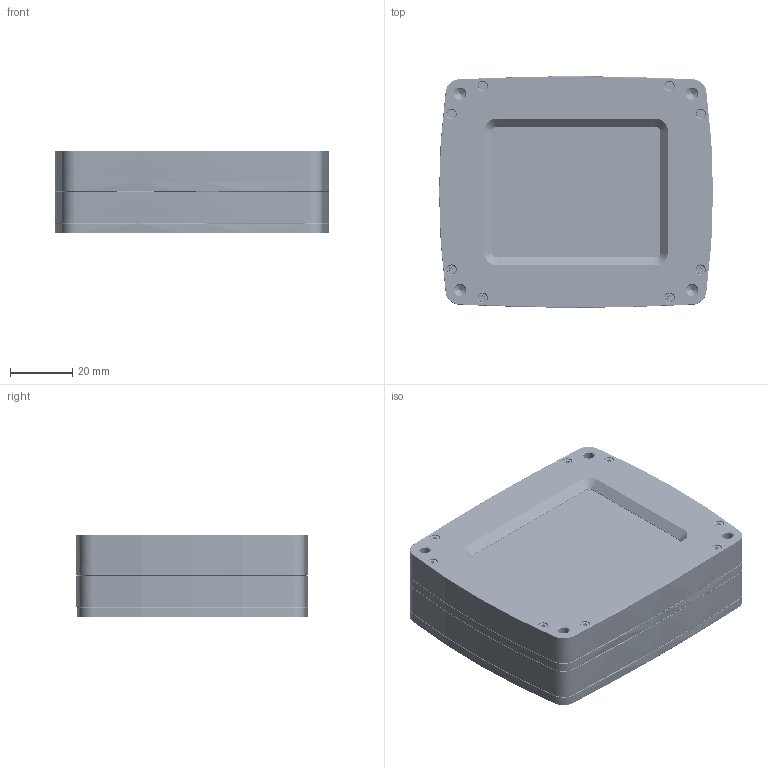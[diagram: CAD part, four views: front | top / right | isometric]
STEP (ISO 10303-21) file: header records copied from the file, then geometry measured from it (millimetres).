
FILE_DESCRIPTION(/* description */ (''),/* implementation_level */ '2;1');
FILE_NAME(/* name */ 'MX1510XR-FA-FRONT-SUBA.stp',/* time_stamp */ '2023-12-05T11:49:10+01:00',/* author */ (''),/* organization */ (''),/* preprocessor_version */ 'ST-DEVELOPER v18.102',/* originating_system */ 'SIEMENS PLM Software NX2206.8900',/* authorisation */ '');
FILE_SCHEMA (('AUTOMOTIVE_DESIGN { 1 0 10303 214 3 1 1 1 }'));
Products named in the file (15): 001409_01; 002959_01; 004361_01; 002966_01; 001027_01; 001042_01; 002963_01; 002960_01; 001595_02; 002967_01; 001113_01; 002965_01; 002962_01; 002968_01; 002964_01
Assembly tree (50 placements, depth 3):
  002964_01
    002962_01
    002965_01
    001113_01
    002967_01
    001595_02
    002960_01
    002968_01
      002959_01
      001409_01
    002963_01
    001042_01  x8
    001027_01  x16
    002966_01  x8
    004361_01  x8
Bounding box: 88 x 74.29 x 26.45 mm (x, y, z)
Volume: 140470.5 mm3; surface area: 93422.5 mm2
Topology: 53 solids, 53 shells, 6237 faces, 16042 edges, 10522 vertices
Faces by surface type: plane 2819, cylinder 1814, bspline 970, cone 598, torus 34, sphere 2
Full cylindrical faces by diameter (mm): 0.8 x3, 0.889 x2, 1 x600, 1.35 x26, 1.6 x369, 2.95 x18, 3 x16, 3.2 x52, 3.3 x12, 4.1 x4
Entity records: 220376 total; most frequent: CARTESIAN_POINT 106792, DIRECTION 18840, ORIENTED_EDGE 18568, EDGE_CURVE 9284, LINE 6344, VECTOR 6344, AXIS2_PLACEMENT_3D 6248, VERTEX_POINT 6247
